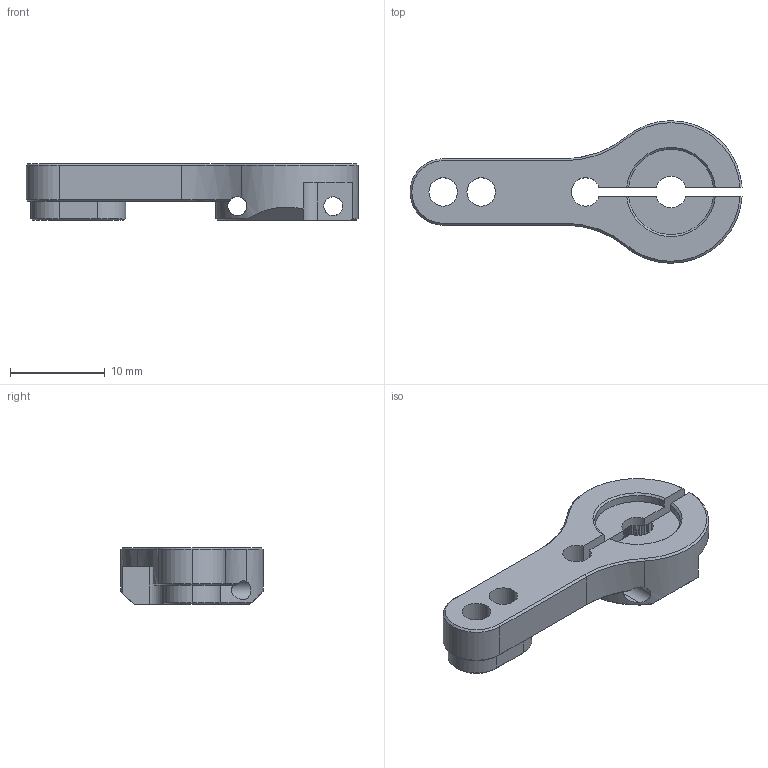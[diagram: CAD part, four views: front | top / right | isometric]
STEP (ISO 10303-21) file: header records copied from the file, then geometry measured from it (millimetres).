
FILE_DESCRIPTION (( 'STEP AP203' ), '1' );
FILE_NAME ('DS3225_MG_metal_horn.STEP', '2022-06-09T10:38:40', ( '' ), ( '' ), 'SwSTEP 2.0', 'SolidWorks 2019', '' );
FILE_SCHEMA (( 'CONFIG_CONTROL_DESIGN' ));
Length unit declared in the file: millimetre
Products named in the file (1): DS3225_MG_metal_horn
Bounding box: 34.98 x 15 x 6 mm (x, y, z)
Volume: 1211.1 mm3; surface area: 1492.7 mm2
Topology: 1 solids, 1 shells, 176 faces, 507 edges, 333 vertices
Faces by surface type: plane 95, cylinder 63, cone 18
Entity records: 5955 total; most frequent: CARTESIAN_POINT 1143, ORIENTED_EDGE 1014, DIRECTION 984, EDGE_CURVE 507, LINE 336, VECTOR 336, VERTEX_POINT 333, AXIS2_PLACEMENT_3D 324
